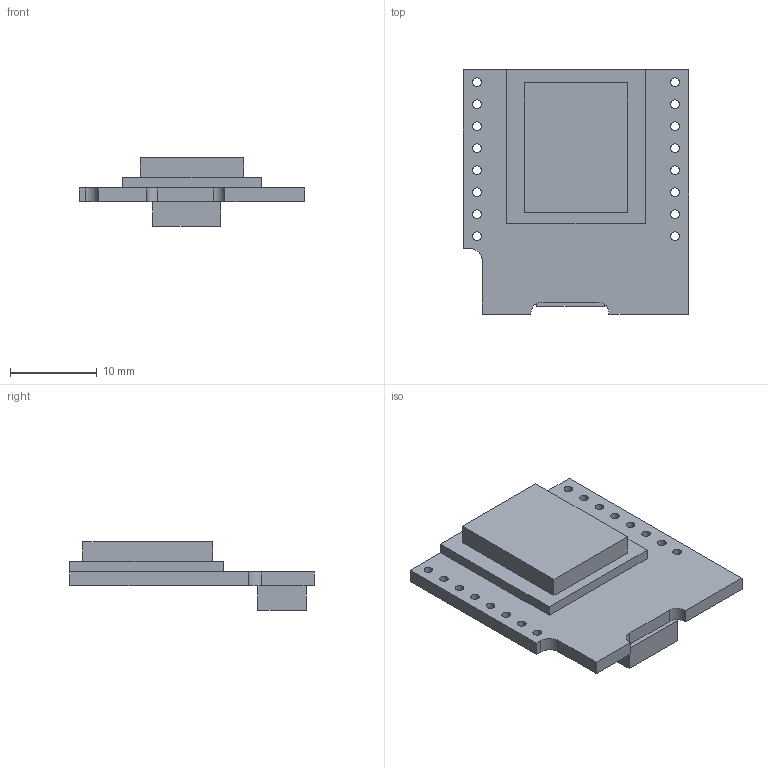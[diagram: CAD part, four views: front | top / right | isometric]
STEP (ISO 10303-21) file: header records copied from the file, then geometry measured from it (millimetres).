
FILE_DESCRIPTION(/* description */ (''),/* implementation_level */ '2;1');
FILE_NAME(/* name */ 'wemos_d1_mini_Coupe.step',/* time_stamp */ '2023-02-07T16:58:19-05:00',/* author */ (''),/* organization */ (''),/* preprocessor_version */ 'ST-DEVELOPER v19.2',/* originating_system */ 'Autodesk Translation Framework v11.17.0.187',/* authorisation */ '');
FILE_SCHEMA (('AUTOMOTIVE_DESIGN { 1 0 10303 214 3 1 1 }'));
Length unit declared in the file: millimetre
Products named in the file (1): wemos_d1_mini_Coupe
Bounding box: 26 x 28.21 x 7.95 mm (x, y, z)
Volume: 1987.9 mm3; surface area: 1930.7 mm2
Topology: 1 solids, 1 shells, 46 faces, 127 edges, 84 vertices
Faces by surface type: plane 27, cylinder 19
Full cylindrical faces by diameter (mm): 1 x16
Entity records: 1638 total; most frequent: DIRECTION 261, CARTESIAN_POINT 258, ORIENTED_EDGE 254, EDGE_CURVE 127, LINE 87, VECTOR 87, AXIS2_PLACEMENT_3D 87, VERTEX_POINT 84
